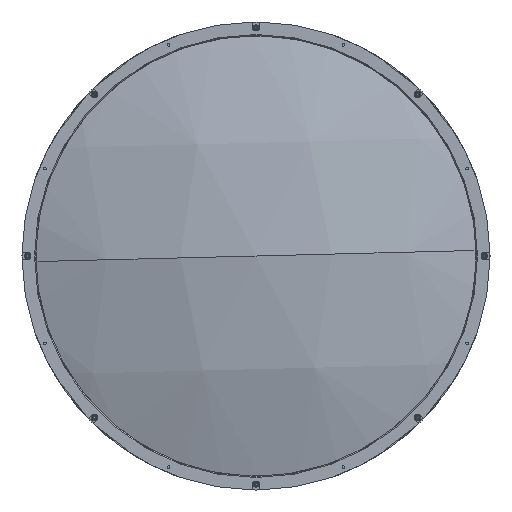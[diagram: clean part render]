
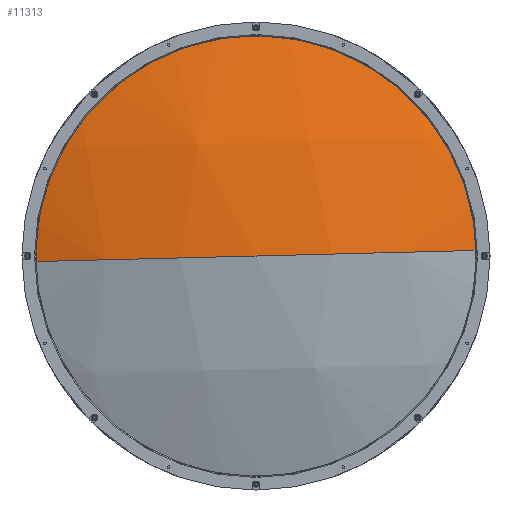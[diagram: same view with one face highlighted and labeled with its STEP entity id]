
A CAD part, left-side view. The second image highlights one B-rep face of the part: STEP entity #11313.
In plain terms, the highlighted spherical face has radius 625 mm.
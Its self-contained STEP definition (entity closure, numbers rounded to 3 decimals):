
#114 = VERTEX_POINT ( 'NONE', #14121 ) ;
#1488 = AXIS2_PLACEMENT_3D ( 'NONE', #7320, #16743, #8648 ) ;
#2319 = AXIS2_PLACEMENT_3D ( 'NONE', #11830, #9089, #3855 ) ;
#2560 = EDGE_CURVE ( 'NONE', #4790, #114, #7812, .T. ) ;
#3855 = DIRECTION ( 'NONE',  ( 0., -1., 0.025 ) ) ;
#4790 = VERTEX_POINT ( 'NONE', #12334 ) ;
#5906 = AXIS2_PLACEMENT_3D ( 'NONE', #14663, #6632, #16023 ) ;
#6501 = DIRECTION ( 'NONE',  ( 0., 1., -0.025 ) ) ;
#6554 = VERTEX_POINT ( 'NONE', #16854 ) ;
#6632 = DIRECTION ( 'NONE',  ( -1., 0., 0. ) ) ;
#6951 = AXIS2_PLACEMENT_3D ( 'NONE', #7156, #14760, #6501 ) ;
#7156 = CARTESIAN_POINT ( 'NONE',  ( 622., 0., 0. ) ) ;
#7320 = CARTESIAN_POINT ( 'NONE',  ( 622., 0., 0. ) ) ;
#7812 = CIRCLE ( 'NONE', #6951, 625. ) ;
#8648 = DIRECTION ( 'NONE',  ( 0., -1., 0.025 ) ) ;
#9089 = DIRECTION ( 'NONE',  ( 0., 0.025, 1. ) ) ;
#9123 = SPHERICAL_SURFACE ( 'NONE', #2319, 625. ) ;
#9257 = ORIENTED_EDGE ( 'NONE', *, *, #16797, .T. ) ;
#10413 = ORIENTED_EDGE ( 'NONE', *, *, #11654, .T. ) ;
#11313 = ADVANCED_FACE ( 'NONE', ( #12670 ), #9123, .T. ) ;
#11654 = EDGE_CURVE ( 'NONE', #6554, #114, #16062, .T. ) ;
#11830 = CARTESIAN_POINT ( 'NONE',  ( 622., 0., 0. ) ) ;
#12334 = CARTESIAN_POINT ( 'NONE',  ( 31.576, -204.935, 5.173 ) ) ;
#12670 = FACE_OUTER_BOUND ( 'NONE', #13287, .T. ) ;
#13287 = EDGE_LOOP ( 'NONE', ( #9257, #10413, #17268 ) ) ;
#13659 = CIRCLE ( 'NONE', #5906, 205. ) ;
#14121 = CARTESIAN_POINT ( 'NONE',  ( -3., 0., 0. ) ) ;
#14663 = CARTESIAN_POINT ( 'NONE',  ( 31.576, 0., 0. ) ) ;
#14760 = DIRECTION ( 'NONE',  ( 0., -0.025, -1. ) ) ;
#16023 = DIRECTION ( 'NONE',  ( 0., 0.025, 1. ) ) ;
#16062 = CIRCLE ( 'NONE', #1488, 625. ) ;
#16743 = DIRECTION ( 'NONE',  ( 0., 0.025, 1. ) ) ;
#16797 = EDGE_CURVE ( 'NONE', #4790, #6554, #13659, .T. ) ;
#16854 = CARTESIAN_POINT ( 'NONE',  ( 31.576, 204.935, -5.173 ) ) ;
#17268 = ORIENTED_EDGE ( 'NONE', *, *, #2560, .F. ) ;
